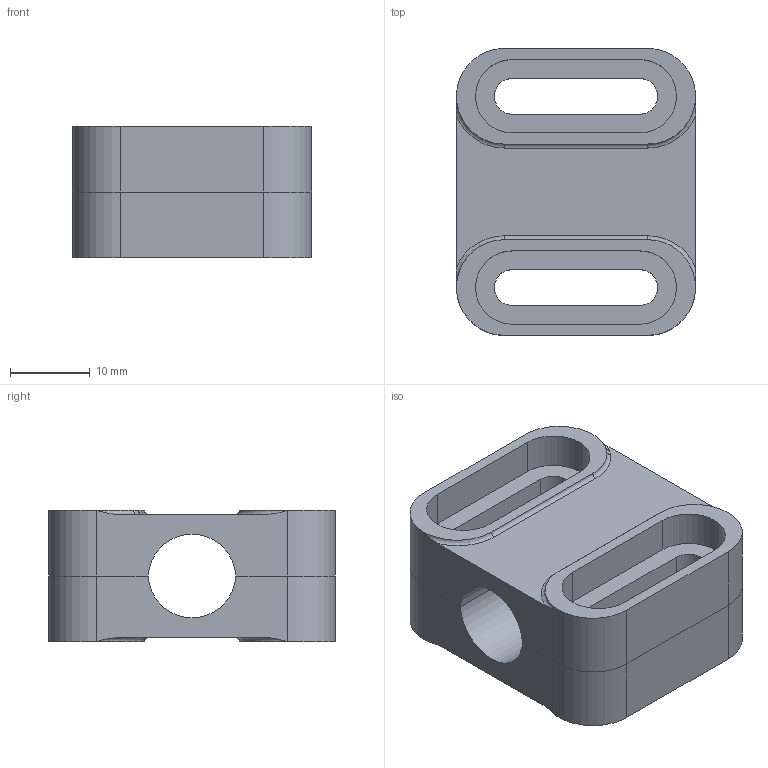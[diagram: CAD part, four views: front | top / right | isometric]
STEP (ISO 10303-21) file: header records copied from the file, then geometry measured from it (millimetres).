
FILE_DESCRIPTION((''),'2;1');
FILE_NAME('DM_CAD-3200_ASM','2017-10-20T',('creinig-se'),(''),'PRO/ENGINEER BY PARAMETRIC TECHNOLOGY CORPORATION, 2015440','PRO/ENGINEER BY PARAMETRIC TECHNOLOGY CORPORATION, 2015440','');
FILE_SCHEMA(('CONFIG_CONTROL_DESIGN'));
Length unit declared in the file: millimetre
Products named in the file (2): DM_CAD-3200; DM_CAD-3200_ASM
Assembly tree (2 placements, depth 2):
  DM_CAD-3200_ASM
    DM_CAD-3200  x2
Bounding box: 30 x 36 x 16.5 mm (x, y, z)
Volume: 9049.7 mm3; surface area: 7584.6 mm2
Topology: 2 solids, 2 shells, 112 faces, 332 edges, 228 vertices
Faces by surface type: cylinder 46, plane 42, torus 16, sphere 8
Entity records: 2069 total; most frequent: DIRECTION 374, CARTESIAN_POINT 363, ORIENTED_EDGE 324, EDGE_CURVE 162, AXIS2_PLACEMENT_3D 155, VERTEX_POINT 114, CIRCLE 94, EDGE_LOOP 66
